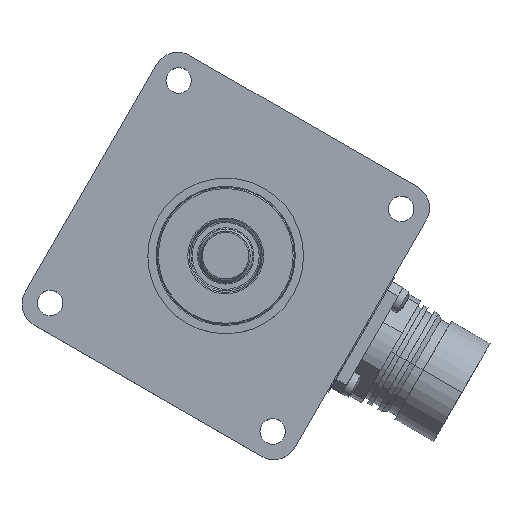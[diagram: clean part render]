
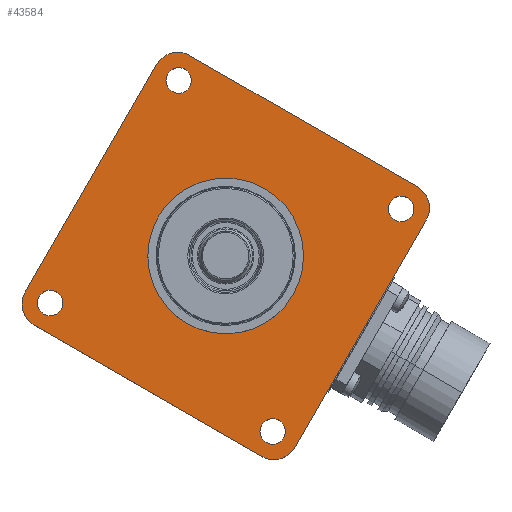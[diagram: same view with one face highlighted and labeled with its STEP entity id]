
A CAD part, top view. The second image highlights one B-rep face of the part: STEP entity #43584.
In plain terms, the highlighted planar face has unit normal (0, 0, 1).
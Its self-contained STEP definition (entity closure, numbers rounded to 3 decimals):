
#16363=DIRECTION('',(0.5,0.866,0.));
#16364=VECTOR('',#16363,53.5);
#16365=CARTESIAN_POINT('',(-40.871,-7.291,22.5));
#16366=LINE('',#16365,#16364);
#16367=CARTESIAN_POINT('',(-9.791,36.541,22.5));
#16368=DIRECTION('',(0.,0.,1.));
#16369=DIRECTION('',(0.5,0.866,0.));
#16370=AXIS2_PLACEMENT_3D('',#16367,#16368,#16369);
#16372=DIRECTION('',(0.866,-0.5,0.));
#16373=VECTOR('',#16372,53.5);
#16374=CARTESIAN_POINT('',(-7.291,40.871,22.5));
#16375=LINE('',#16374,#16373);
#16376=CARTESIAN_POINT('',(36.541,9.791,22.5));
#16377=DIRECTION('',(0.,0.,1.));
#16378=DIRECTION('',(0.866,-0.5,0.));
#16379=AXIS2_PLACEMENT_3D('',#16376,#16377,#16378);
#16381=DIRECTION('',(-0.5,-0.866,0.));
#16382=VECTOR('',#16381,53.5);
#16383=CARTESIAN_POINT('',(40.871,7.291,22.5));
#16384=LINE('',#16383,#16382);
#16385=CARTESIAN_POINT('',(9.791,-36.541,22.5));
#16386=DIRECTION('',(0.,0.,1.));
#16387=DIRECTION('',(-0.5,-0.866,0.));
#16388=AXIS2_PLACEMENT_3D('',#16385,#16386,#16387);
#16390=DIRECTION('',(-0.866,0.5,0.));
#16391=VECTOR('',#16390,53.5);
#16392=CARTESIAN_POINT('',(7.291,-40.871,22.5));
#16393=LINE('',#16392,#16391);
#16394=CARTESIAN_POINT('',(-36.541,-9.791,22.5));
#16395=DIRECTION('',(0.,0.,1.));
#16396=DIRECTION('',(-0.866,0.5,0.));
#16397=AXIS2_PLACEMENT_3D('',#16394,#16395,#16396);
#16399=CARTESIAN_POINT('',(9.59,-35.79,22.5));
#16400=DIRECTION('',(0.,0.,-1.));
#16401=DIRECTION('',(0.,-1.,0.));
#16402=AXIS2_PLACEMENT_3D('',#16399,#16400,#16401);
#16404=CARTESIAN_POINT('',(9.59,-35.79,22.5));
#16405=DIRECTION('',(0.,0.,-1.));
#16406=DIRECTION('',(0.,1.,0.));
#16407=AXIS2_PLACEMENT_3D('',#16404,#16405,#16406);
#16409=CARTESIAN_POINT('',(-35.79,-9.59,22.5));
#16410=DIRECTION('',(0.,0.,-1.));
#16411=DIRECTION('',(0.,-1.,0.));
#16412=AXIS2_PLACEMENT_3D('',#16409,#16410,#16411);
#16414=CARTESIAN_POINT('',(-35.79,-9.59,22.5));
#16415=DIRECTION('',(0.,0.,-1.));
#16416=DIRECTION('',(0.,1.,0.));
#16417=AXIS2_PLACEMENT_3D('',#16414,#16415,#16416);
#16419=CARTESIAN_POINT('',(35.79,9.59,22.5));
#16420=DIRECTION('',(0.,0.,-1.));
#16421=DIRECTION('',(0.,-1.,0.));
#16422=AXIS2_PLACEMENT_3D('',#16419,#16420,#16421);
#16424=CARTESIAN_POINT('',(35.79,9.59,22.5));
#16425=DIRECTION('',(0.,0.,-1.));
#16426=DIRECTION('',(0.,1.,0.));
#16427=AXIS2_PLACEMENT_3D('',#16424,#16425,#16426);
#16429=CARTESIAN_POINT('',(-9.59,35.79,22.5));
#16430=DIRECTION('',(0.,0.,-1.));
#16431=DIRECTION('',(0.,-1.,0.));
#16432=AXIS2_PLACEMENT_3D('',#16429,#16430,#16431);
#16434=CARTESIAN_POINT('',(-9.59,35.79,22.5));
#16435=DIRECTION('',(0.,0.,-1.));
#16436=DIRECTION('',(0.,1.,0.));
#16437=AXIS2_PLACEMENT_3D('',#16434,#16435,#16436);
#16491=CARTESIAN_POINT('',(0.,0.,22.5));
#16492=DIRECTION('',(0.,0.,1.));
#16493=DIRECTION('',(0.,1.,0.));
#16494=AXIS2_PLACEMENT_3D('',#16491,#16492,#16493);
#16510=CARTESIAN_POINT('',(0.,0.,22.5));
#16511=DIRECTION('',(0.,0.,-1.));
#16512=DIRECTION('',(0.,1.,0.));
#16513=AXIS2_PLACEMENT_3D('',#16510,#16511,#16512);
#23858=CARTESIAN_POINT('',(-40.871,-7.291,22.5));
#23860=VERTEX_POINT('',#23858);
#23862=CARTESIAN_POINT('',(-14.121,39.041,22.5));
#23864=VERTEX_POINT('',#23862);
#23866=CARTESIAN_POINT('',(-7.291,40.871,22.5));
#23868=VERTEX_POINT('',#23866);
#23870=CARTESIAN_POINT('',(39.041,14.121,22.5));
#23872=VERTEX_POINT('',#23870);
#23874=CARTESIAN_POINT('',(40.871,7.291,22.5));
#23876=VERTEX_POINT('',#23874);
#23878=CARTESIAN_POINT('',(14.121,-39.041,22.5));
#23880=VERTEX_POINT('',#23878);
#23882=CARTESIAN_POINT('',(7.291,-40.871,22.5));
#23884=VERTEX_POINT('',#23882);
#23886=CARTESIAN_POINT('',(-39.041,-14.121,22.5));
#23888=VERTEX_POINT('',#23886);
#23890=CARTESIAN_POINT('',(0.,15.875,22.5));
#23891=CARTESIAN_POINT('',(0.,-15.875,22.5));
#23892=VERTEX_POINT('',#23890);
#23893=VERTEX_POINT('',#23891);
#23898=CARTESIAN_POINT('',(-9.59,33.19,22.5));
#23899=CARTESIAN_POINT('',(-9.59,38.39,22.5));
#23900=VERTEX_POINT('',#23898);
#23901=VERTEX_POINT('',#23899);
#23906=CARTESIAN_POINT('',(35.79,6.99,22.5));
#23907=CARTESIAN_POINT('',(35.79,12.19,22.5));
#23908=VERTEX_POINT('',#23906);
#23909=VERTEX_POINT('',#23907);
#23914=CARTESIAN_POINT('',(-35.79,-12.19,22.5));
#23915=CARTESIAN_POINT('',(-35.79,-6.99,22.5));
#23916=VERTEX_POINT('',#23914);
#23917=VERTEX_POINT('',#23915);
#23922=CARTESIAN_POINT('',(9.59,-38.39,22.5));
#23923=CARTESIAN_POINT('',(9.59,-33.19,22.5));
#23924=VERTEX_POINT('',#23922);
#23925=VERTEX_POINT('',#23923);
#43533=CARTESIAN_POINT('',(0.,0.,22.5));
#43534=DIRECTION('',(0.,0.,-1.));
#43535=DIRECTION('',(0.,1.,0.));
#43536=AXIS2_PLACEMENT_3D('',#43533,#43534,#43535);
#43537=PLANE('',#43536);
#43538=ORIENTED_EDGE('',*,*,#43514,.T.);
#43540=ORIENTED_EDGE('',*,*,#43539,.F.);
#43542=ORIENTED_EDGE('',*,*,#43541,.T.);
#43544=ORIENTED_EDGE('',*,*,#43543,.F.);
#43546=ORIENTED_EDGE('',*,*,#43545,.T.);
#43548=ORIENTED_EDGE('',*,*,#43547,.F.);
#43550=ORIENTED_EDGE('',*,*,#43549,.T.);
#43551=ORIENTED_EDGE('',*,*,#43525,.F.);
#43552=EDGE_LOOP('',(#43538,#43540,#43542,#43544,#43546,#43548,#43550,#43551));
#43553=FACE_OUTER_BOUND('',#43552,.F.);
#43555=ORIENTED_EDGE('',*,*,#43554,.F.);
#43557=ORIENTED_EDGE('',*,*,#43556,.F.);
#43558=EDGE_LOOP('',(#43555,#43557));
#43559=FACE_BOUND('',#43558,.F.);
#43561=ORIENTED_EDGE('',*,*,#43560,.F.);
#43563=ORIENTED_EDGE('',*,*,#43562,.F.);
#43564=EDGE_LOOP('',(#43561,#43563));
#43565=FACE_BOUND('',#43564,.F.);
#43567=ORIENTED_EDGE('',*,*,#43566,.F.);
#43569=ORIENTED_EDGE('',*,*,#43568,.F.);
#43570=EDGE_LOOP('',(#43567,#43569));
#43571=FACE_BOUND('',#43570,.F.);
#43573=ORIENTED_EDGE('',*,*,#43572,.T.);
#43575=ORIENTED_EDGE('',*,*,#43574,.F.);
#43576=EDGE_LOOP('',(#43573,#43575));
#43577=FACE_BOUND('',#43576,.F.);
#43579=ORIENTED_EDGE('',*,*,#43578,.F.);
#43581=ORIENTED_EDGE('',*,*,#43580,.F.);
#43582=EDGE_LOOP('',(#43579,#43581));
#43583=FACE_BOUND('',#43582,.F.);
#16371=CIRCLE('',#16370,5.);
#16380=CIRCLE('',#16379,5.);
#16389=CIRCLE('',#16388,5.);
#16398=CIRCLE('',#16397,5.);
#16403=CIRCLE('',#16402,2.6);
#16408=CIRCLE('',#16407,2.6);
#16413=CIRCLE('',#16412,2.6);
#16418=CIRCLE('',#16417,2.6);
#16423=CIRCLE('',#16422,2.6);
#16428=CIRCLE('',#16427,2.6);
#16433=CIRCLE('',#16432,2.6);
#16438=CIRCLE('',#16437,2.6);
#16495=CIRCLE('',#16494,15.875);
#16514=CIRCLE('',#16513,15.875);
#43514=EDGE_CURVE('',#23860,#23864,#16366,.T.);
#43525=EDGE_CURVE('',#23860,#23888,#16398,.T.);
#43539=EDGE_CURVE('',#23868,#23864,#16371,.T.);
#43541=EDGE_CURVE('',#23868,#23872,#16375,.T.);
#43543=EDGE_CURVE('',#23876,#23872,#16380,.T.);
#43545=EDGE_CURVE('',#23876,#23880,#16384,.T.);
#43547=EDGE_CURVE('',#23884,#23880,#16389,.T.);
#43549=EDGE_CURVE('',#23884,#23888,#16393,.T.);
#43554=EDGE_CURVE('',#23924,#23925,#16403,.T.);
#43556=EDGE_CURVE('',#23925,#23924,#16408,.T.);
#43560=EDGE_CURVE('',#23916,#23917,#16413,.T.);
#43562=EDGE_CURVE('',#23917,#23916,#16418,.T.);
#43566=EDGE_CURVE('',#23908,#23909,#16423,.T.);
#43568=EDGE_CURVE('',#23909,#23908,#16428,.T.);
#43572=EDGE_CURVE('',#23892,#23893,#16495,.T.);
#43574=EDGE_CURVE('',#23892,#23893,#16514,.T.);
#43578=EDGE_CURVE('',#23900,#23901,#16433,.T.);
#43580=EDGE_CURVE('',#23901,#23900,#16438,.T.);
#43584=ADVANCED_FACE('',(#43553,#43559,#43565,#43571,#43577,#43583),#43537,.F.);
